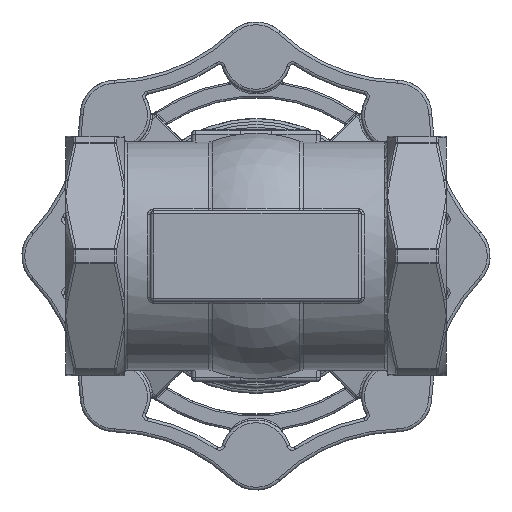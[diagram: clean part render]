
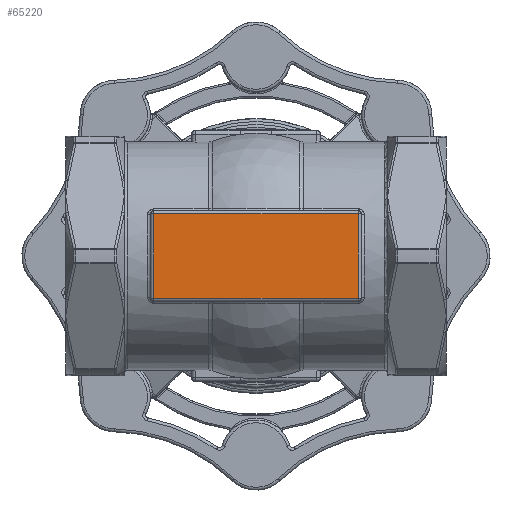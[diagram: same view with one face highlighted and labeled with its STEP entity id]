
A CAD part, front view. The second image highlights one B-rep face of the part: STEP entity #65220.
In plain terms, the highlighted planar face has unit normal (0, -1, 0).
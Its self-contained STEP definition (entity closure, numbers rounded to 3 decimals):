
#3990 = VECTOR ( 'NONE', #37090, 1000. ) ;
#11274 = VERTEX_POINT ( 'NONE', #54184 ) ;
#19646 = EDGE_CURVE ( 'NONE', #11274, #39526, #37065, .T. ) ;
#20013 = EDGE_CURVE ( 'NONE', #39524, #39520, #40740, .T. ) ;
#20124 = EDGE_CURVE ( 'NONE', #39520, #11274, #41142, .T. ) ;
#20157 = EDGE_CURVE ( 'NONE', #39526, #39524, #41321, .T. ) ;
#27929 = CARTESIAN_POINT ( 'NONE',  ( 17.5, -21., -7.25 ) ) ;
#27935 = CARTESIAN_POINT ( 'NONE',  ( -17.5, -21., -7.25 ) ) ;
#27936 = CARTESIAN_POINT ( 'NONE',  ( -17.5, -21., 7.25 ) ) ;
#28919 = VECTOR ( 'NONE', #40776, 1000. ) ;
#29391 = VECTOR ( 'NONE', #41150, 1000. ) ;
#37065 = LINE ( 'NONE', #37085, #3990 ) ;
#37085 = CARTESIAN_POINT ( 'NONE',  ( -18., -21., 7.25 ) ) ;
#37090 = DIRECTION ( 'NONE',  ( -1., 0., 0. ) ) ;
#38920 = ORIENTED_EDGE ( 'NONE', *, *, #19646, .T. ) ;
#38921 = ORIENTED_EDGE ( 'NONE', *, *, #20157, .T. ) ;
#38922 = ORIENTED_EDGE ( 'NONE', *, *, #20013, .T. ) ;
#38923 = ORIENTED_EDGE ( 'NONE', *, *, #20124, .T. ) ;
#39520 = VERTEX_POINT ( 'NONE', #27929 ) ;
#39524 = VERTEX_POINT ( 'NONE', #27935 ) ;
#39526 = VERTEX_POINT ( 'NONE', #27936 ) ;
#40740 = LINE ( 'NONE', #40774, #28919 ) ;
#40774 = CARTESIAN_POINT ( 'NONE',  ( 18., -21., -7.25 ) ) ;
#40776 = DIRECTION ( 'NONE',  ( 1., 0., 0. ) ) ;
#41081 = CARTESIAN_POINT ( 'NONE',  ( 17.5, -21., 7.75 ) ) ;
#41142 = LINE ( 'NONE', #41081, #29391 ) ;
#41150 = DIRECTION ( 'NONE',  ( 0., 0., 1. ) ) ;
#41270 = CARTESIAN_POINT ( 'NONE',  ( -17.5, -21., -7.75 ) ) ;
#41321 = LINE ( 'NONE', #41270, #57419 ) ;
#41323 = PLANE ( 'NONE',  #42243 ) ;
#41333 = DIRECTION ( 'NONE',  ( 0., 0., -1. ) ) ;
#41360 = FACE_OUTER_BOUND ( 'NONE', #64438, .T. ) ;
#41386 = CARTESIAN_POINT ( 'NONE',  ( -18., -21., -7.75 ) ) ;
#41387 = DIRECTION ( 'NONE',  ( 0., -1., 0. ) ) ;
#41389 = DIRECTION ( 'NONE',  ( 0., 0., -1. ) ) ;
#42243 = AXIS2_PLACEMENT_3D ( 'NONE', #41386, #41387, #41389 ) ;
#54184 = CARTESIAN_POINT ( 'NONE',  ( 17.5, -21., 7.25 ) ) ;
#57419 = VECTOR ( 'NONE', #41333, 1000. ) ;
#64438 = EDGE_LOOP ( 'NONE', ( #38920, #38921, #38922, #38923 ) ) ;
#65220 = ADVANCED_FACE ( 'NONE', ( #41360 ), #41323, .T. ) ;
